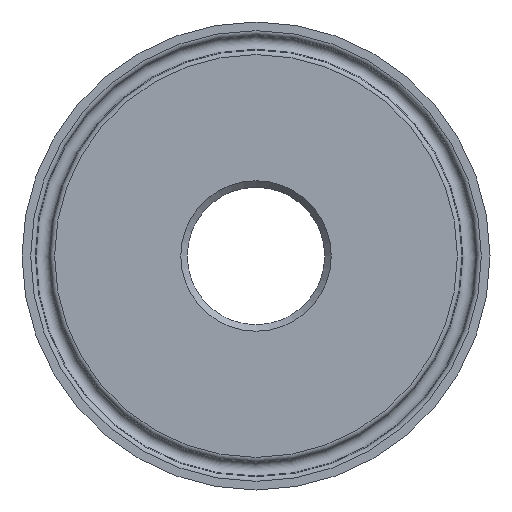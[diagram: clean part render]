
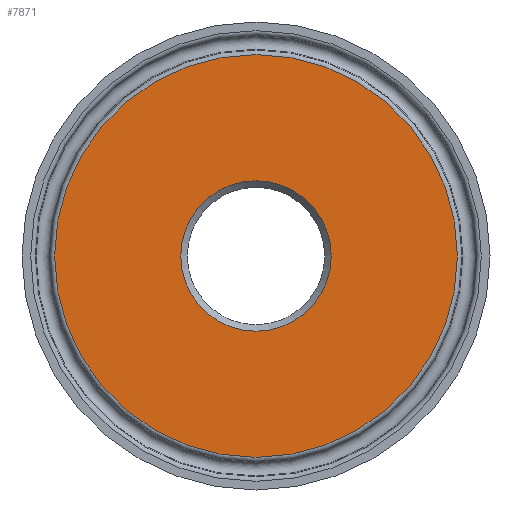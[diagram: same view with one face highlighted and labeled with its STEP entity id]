
A CAD part, left-side view. The second image highlights one B-rep face of the part: STEP entity #7871.
In plain terms, the highlighted planar face has unit normal (-1, 0, 0).
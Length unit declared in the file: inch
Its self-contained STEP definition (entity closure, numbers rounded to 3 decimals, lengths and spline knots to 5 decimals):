
#107=FACE_BOUND('',#1409,.T.);
#296=PLANE('',#8317);
#929=FACE_OUTER_BOUND('',#1408,.T.);
#1408=EDGE_LOOP('',(#7348));
#1409=EDGE_LOOP('',(#7349));
#1606=CIRCLE('',#8314,0.49);
#1608=CIRCLE('',#8318,1.31256);
#3862=VERTEX_POINT('',#17401);
#3864=VERTEX_POINT('',#17407);
#5030=EDGE_CURVE('',#3862,#3862,#1606,.T.);
#5032=EDGE_CURVE('',#3864,#3864,#1608,.T.);
#7348=ORIENTED_EDGE('',*,*,#5032,.F.);
#7349=ORIENTED_EDGE('',*,*,#5030,.F.);
#7871=ADVANCED_FACE('',(#929,#107),#296,.T.);
#8314=AXIS2_PLACEMENT_3D('',#17402,#9724,#9725);
#8317=AXIS2_PLACEMENT_3D('',#17406,#9730,#9731);
#8318=AXIS2_PLACEMENT_3D('',#17408,#9732,#9733);
#9724=DIRECTION('center_axis',(-1.,0.,0.));
#9725=DIRECTION('ref_axis',(0.,-1.,0.));
#9730=DIRECTION('center_axis',(-1.,0.,0.));
#9731=DIRECTION('ref_axis',(0.,0.,1.));
#9732=DIRECTION('center_axis',(1.,0.,0.));
#9733=DIRECTION('ref_axis',(0.,-1.,0.));
#17401=CARTESIAN_POINT('',(0.,0.49,0.));
#17402=CARTESIAN_POINT('Origin',(0.,0.,
0.));
#17406=CARTESIAN_POINT('Origin',(0.,0.88974,
0.));
#17407=CARTESIAN_POINT('',(0.,1.31256,0.));
#17408=CARTESIAN_POINT('Origin',(0.,0.,
0.));
